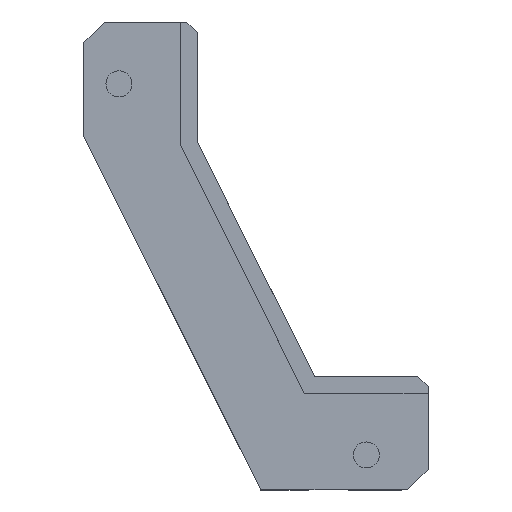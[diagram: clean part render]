
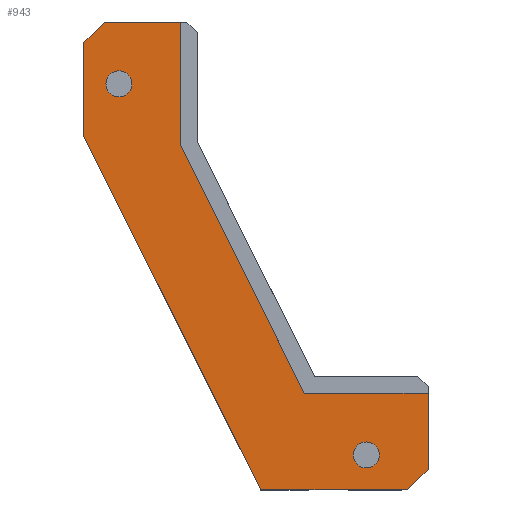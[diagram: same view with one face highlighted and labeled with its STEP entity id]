
A CAD part, top view. The second image highlights one B-rep face of the part: STEP entity #943.
In plain terms, the highlighted planar face has unit normal (0, 0, 1).
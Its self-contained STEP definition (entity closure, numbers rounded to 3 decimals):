
#21=FACE_BOUND('',#92,.T.);
#22=FACE_BOUND('',#93,.T.);
#25=CIRCLE('',#1010,3.15);
#26=CIRCLE('',#1011,3.15);
#39=FACE_OUTER_BOUND('',#91,.T.);
#91=EDGE_LOOP('',(#643,#644,#645,#646,#647,#648,#649,#650,#651,#652));
#92=EDGE_LOOP('',(#653));
#93=EDGE_LOOP('',(#654));
#143=LINE('',#1323,#269);
#147=LINE('',#1331,#273);
#150=LINE('',#1337,#276);
#160=LINE('',#1357,#286);
#161=LINE('',#1359,#287);
#162=LINE('',#1361,#288);
#163=LINE('',#1363,#289);
#164=LINE('',#1365,#290);
#165=LINE('',#1367,#291);
#166=LINE('',#1368,#292);
#269=VECTOR('',#1071,10.);
#273=VECTOR('',#1077,10.);
#276=VECTOR('',#1082,10.);
#286=VECTOR('',#1096,10.);
#287=VECTOR('',#1097,10.);
#288=VECTOR('',#1098,10.);
#289=VECTOR('',#1099,10.);
#290=VECTOR('',#1100,10.);
#291=VECTOR('',#1101,10.);
#292=VECTOR('',#1102,10.);
#395=VERTEX_POINT('',#1321);
#396=VERTEX_POINT('',#1322);
#399=VERTEX_POINT('',#1330);
#401=VERTEX_POINT('',#1336);
#409=VERTEX_POINT('',#1356);
#410=VERTEX_POINT('',#1358);
#411=VERTEX_POINT('',#1360);
#412=VERTEX_POINT('',#1362);
#413=VERTEX_POINT('',#1364);
#414=VERTEX_POINT('',#1366);
#415=VERTEX_POINT('',#1369);
#416=VERTEX_POINT('',#1371);
#485=EDGE_CURVE('',#395,#396,#143,.T.);
#489=EDGE_CURVE('',#396,#399,#147,.T.);
#492=EDGE_CURVE('',#399,#401,#150,.T.);
#502=EDGE_CURVE('',#395,#409,#160,.T.);
#503=EDGE_CURVE('',#409,#410,#161,.T.);
#504=EDGE_CURVE('',#410,#411,#162,.T.);
#505=EDGE_CURVE('',#411,#412,#163,.T.);
#506=EDGE_CURVE('',#412,#413,#164,.T.);
#507=EDGE_CURVE('',#413,#414,#165,.T.);
#508=EDGE_CURVE('',#401,#414,#166,.T.);
#509=EDGE_CURVE('',#415,#415,#25,.T.);
#510=EDGE_CURVE('',#416,#416,#26,.T.);
#643=ORIENTED_EDGE('',*,*,#485,.F.);
#644=ORIENTED_EDGE('',*,*,#502,.T.);
#645=ORIENTED_EDGE('',*,*,#503,.T.);
#646=ORIENTED_EDGE('',*,*,#504,.T.);
#647=ORIENTED_EDGE('',*,*,#505,.T.);
#648=ORIENTED_EDGE('',*,*,#506,.T.);
#649=ORIENTED_EDGE('',*,*,#507,.T.);
#650=ORIENTED_EDGE('',*,*,#508,.F.);
#651=ORIENTED_EDGE('',*,*,#492,.F.);
#652=ORIENTED_EDGE('',*,*,#489,.F.);
#653=ORIENTED_EDGE('',*,*,#509,.F.);
#654=ORIENTED_EDGE('',*,*,#510,.F.);
#897=PLANE('',#1009);
#943=ADVANCED_FACE('',(#39,#21,#22),#897,.F.);
#1009=AXIS2_PLACEMENT_3D('',#1355,#1094,#1095);
#1010=AXIS2_PLACEMENT_3D('',#1370,#1103,#1104);
#1011=AXIS2_PLACEMENT_3D('',#1372,#1105,#1106);
#1071=DIRECTION('',(0.,-1.,0.));
#1077=DIRECTION('',(0.447,-0.894,0.));
#1082=DIRECTION('',(1.,0.,0.));
#1094=DIRECTION('center_axis',(0.,0.,-1.));
#1095=DIRECTION('ref_axis',(1.,0.,0.));
#1096=DIRECTION('',(-1.,0.,0.));
#1097=DIRECTION('',(-0.707,-0.707,0.));
#1098=DIRECTION('',(0.,-1.,0.));
#1099=DIRECTION('',(0.447,-0.894,0.));
#1100=DIRECTION('',(1.,0.,0.));
#1101=DIRECTION('',(0.707,0.707,0.));
#1102=DIRECTION('',(0.,-1.,0.));
#1103=DIRECTION('center_axis',(0.,0.,1.));
#1104=DIRECTION('ref_axis',(1.,0.,0.));
#1105=DIRECTION('center_axis',(0.,0.,1.));
#1106=DIRECTION('ref_axis',(1.,0.,0.));
#1321=CARTESIAN_POINT('',(105.,0.,0.));
#1322=CARTESIAN_POINT('',(105.,-30.,0.));
#1323=CARTESIAN_POINT('',(105.,-43.375,0.));
#1330=CARTESIAN_POINT('',(135.,-90.,0.));
#1331=CARTESIAN_POINT('',(127.175,-74.35,0.));
#1336=CARTESIAN_POINT('',(165.,-90.,0.));
#1337=CARTESIAN_POINT('',(144.125,-90.,0.));
#1355=CARTESIAN_POINT('Origin',(123.25,-56.75,0.));
#1356=CARTESIAN_POINT('',(86.5,0.,0.));
#1357=CARTESIAN_POINT('',(109.,0.,0.));
#1358=CARTESIAN_POINT('',(81.5,-5.,0.));
#1359=CARTESIAN_POINT('',(80.25,-6.25,0.));
#1360=CARTESIAN_POINT('',(81.5,-27.721,0.));
#1361=CARTESIAN_POINT('',(81.5,0.,0.));
#1362=CARTESIAN_POINT('',(124.389,-113.5,0.));
#1363=CARTESIAN_POINT('',(81.5,-27.721,0.));
#1364=CARTESIAN_POINT('',(160.,-113.5,0.));
#1365=CARTESIAN_POINT('',(124.389,-113.5,0.));
#1366=CARTESIAN_POINT('',(165.,-108.5,0.));
#1367=CARTESIAN_POINT('',(166.25,-107.25,0.));
#1368=CARTESIAN_POINT('',(165.,-86.,0.));
#1369=CARTESIAN_POINT('',(86.85,-15.,0.));
#1370=CARTESIAN_POINT('Origin',(90.,-15.,0.));
#1371=CARTESIAN_POINT('',(146.85,-105.,0.));
#1372=CARTESIAN_POINT('Origin',(150.,-105.,0.));
